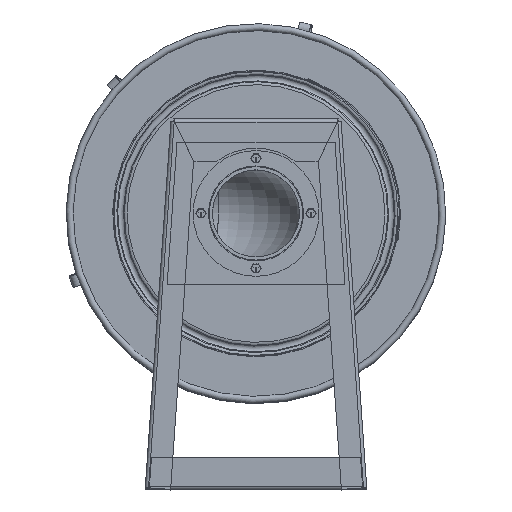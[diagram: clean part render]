
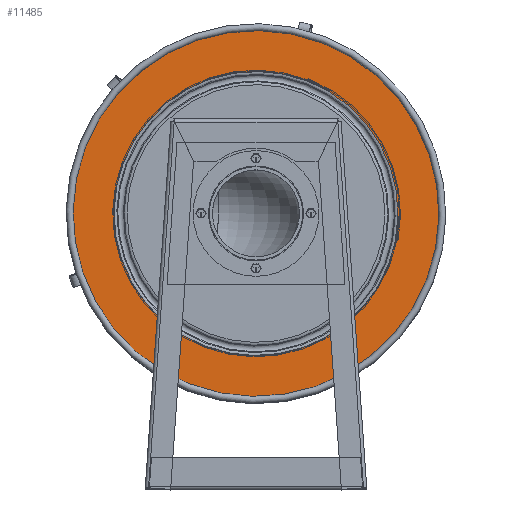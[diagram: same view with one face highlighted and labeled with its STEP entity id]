
A CAD part, top view. The second image highlights one B-rep face of the part: STEP entity #11485.
In plain terms, the highlighted planar face has unit normal (0, 0, 1).
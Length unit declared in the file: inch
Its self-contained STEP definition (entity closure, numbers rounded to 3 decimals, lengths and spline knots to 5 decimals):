
#582=FACE_BOUND('',#1708,.T.);
#893=CIRCLE('',#12111,8.97573);
#894=CIRCLE('',#12113,11.78);
#1321=FACE_OUTER_BOUND('',#1707,.T.);
#1707=EDGE_LOOP('',(#9256));
#1708=EDGE_LOOP('',(#9257));
#5045=VERTEX_POINT('',#17309);
#5046=VERTEX_POINT('',#17312);
#7073=EDGE_CURVE('',#5045,#5045,#893,.T.);
#7074=EDGE_CURVE('',#5046,#5046,#894,.T.);
#9256=ORIENTED_EDGE('',*,*,#7074,.F.);
#9257=ORIENTED_EDGE('',*,*,#7073,.T.);
#10989=PLANE('',#12112);
#11485=ADVANCED_FACE('',(#1321,#582),#10989,.T.);
#12111=AXIS2_PLACEMENT_3D('',#17310,#13376,#13377);
#12112=AXIS2_PLACEMENT_3D('',#17311,#13378,#13379);
#12113=AXIS2_PLACEMENT_3D('',#17313,#13380,#13381);
#13376=DIRECTION('center_axis',(0.,0.,
-1.));
#13377=DIRECTION('ref_axis',(-0.483,0.876,0.));
#13378=DIRECTION('center_axis',(0.,0.,
1.));
#13379=DIRECTION('ref_axis',(0.876,0.483,0.));
#13380=DIRECTION('center_axis',(0.,0.,
-1.));
#13381=DIRECTION('ref_axis',(-0.483,0.876,0.));
#17309=CARTESIAN_POINT('',(-4.33535,25.19669,-1.3608));
#17310=CARTESIAN_POINT('Origin',(0.,17.3374,-1.3608));
#17311=CARTESIAN_POINT('Origin',(-5.01259,26.42442,-1.3608));
#17312=CARTESIAN_POINT('',(-5.68983,27.65216,-1.3608));
#17313=CARTESIAN_POINT('Origin',(0.,17.3374,-1.3608));
